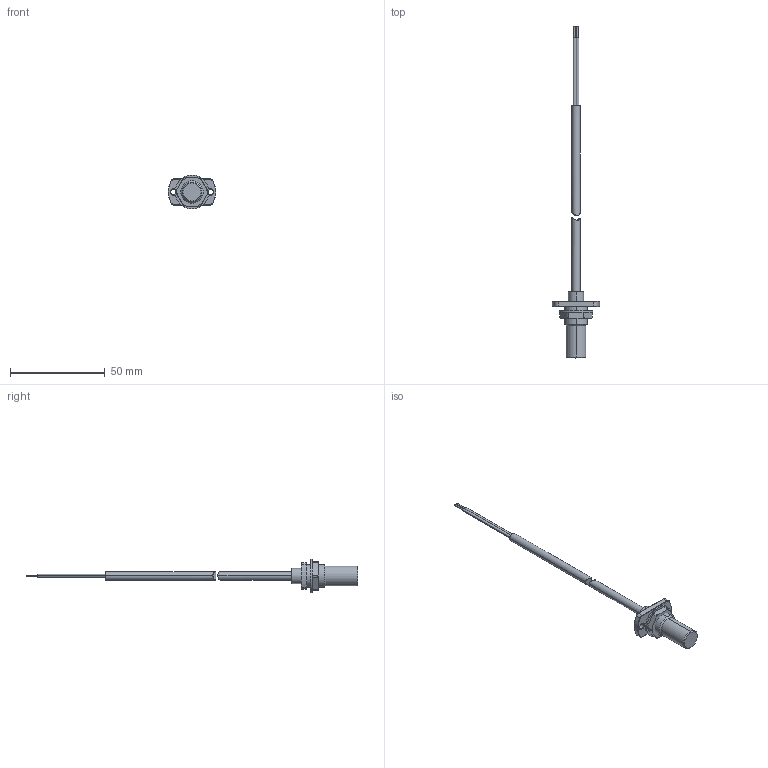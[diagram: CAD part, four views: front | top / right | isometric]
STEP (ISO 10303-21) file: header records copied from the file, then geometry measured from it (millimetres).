
FILE_DESCRIPTION (( 'STEP AP214' ), '1' );
FILE_NAME ('D12Fxx.STEP', '2023-01-31T08:56:13', ( '' ), ( '' ), 'SwSTEP 2.0', 'SolidWorks 2022', '' );
FILE_SCHEMA (( 'AUTOMOTIVE_DESIGN' ));
Length unit declared in the file: millimetre
Products named in the file (4): 1D12Fx000000; Cavo 1PBA_liscio; D12Fxx; 1VDA12090000
Assembly tree (3 placements, depth 2):
  D12Fxx
    1D12Fx000000
    1VDA12090000
    Cavo 1PBA_liscio
Bounding box: 25 x 175 x 17.9 mm (x, y, z)
Volume: 5029.9 mm3; surface area: 4900.9 mm2
Topology: 4 solids, 4 shells, 104 faces, 228 edges, 140 vertices
Faces by surface type: cylinder 44, plane 28, torus 22, cone 8, bspline 2
Entity records: 3397 total; most frequent: CARTESIAN_POINT 666, DIRECTION 558, ORIENTED_EDGE 456, AXIS2_PLACEMENT_3D 232, EDGE_CURVE 228, VERTEX_POINT 140, CIRCLE 124, EDGE_LOOP 118
